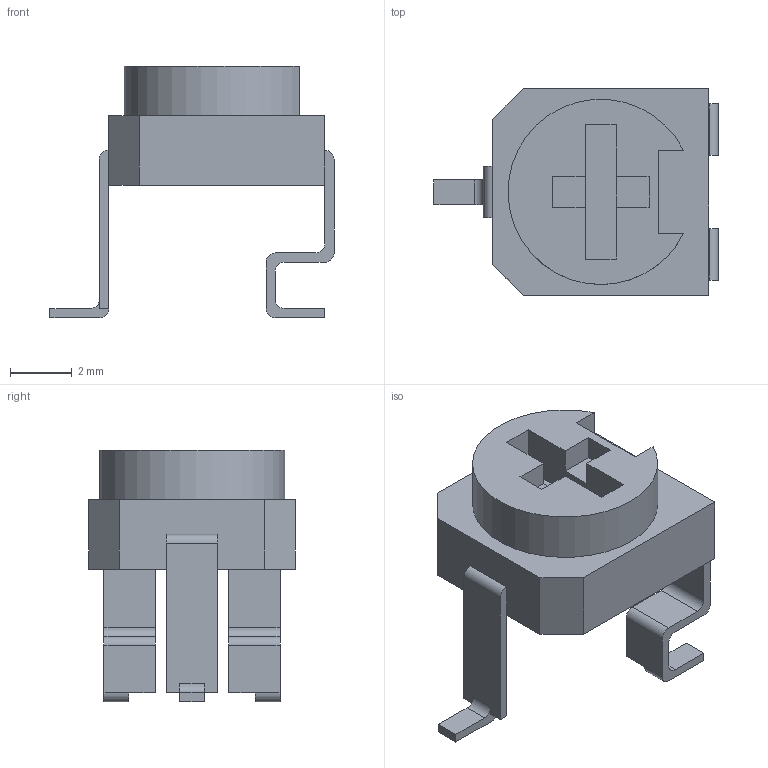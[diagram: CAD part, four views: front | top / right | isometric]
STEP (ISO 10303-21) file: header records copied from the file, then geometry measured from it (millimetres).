
FILE_DESCRIPTION(('FreeCAD Model'),'2;1');
FILE_NAME('Open CASCADE Shape Model','2022-01-11T11:30:02',( 'kicad StepUp'),('ksu MCAD'),'Open CASCADE STEP processor 7.5', 'FreeCAD','Unknown');
FILE_SCHEMA(('AUTOMOTIVE_DESIGN { 1 0 10303 214 1 1 1 1 }'));
Length unit declared in the file: millimetre
Products named in the file (1): trimmer
Bounding box: 9.2 x 6.7 x 8.14 mm (x, y, z)
Volume: 146.2 mm3; surface area: 280.4 mm2
Topology: 1 solids, 1 shells, 83 faces, 233 edges, 154 vertices
Faces by surface type: plane 65, cylinder 18
Entity records: 3238 total; most frequent: CARTESIAN_POINT 471, ORIENTED_EDGE 466, DIRECTION 439, EDGE_CURVE 233, LINE 195, VECTOR 195, VERTEX_POINT 154, AXIS2_PLACEMENT_3D 122
